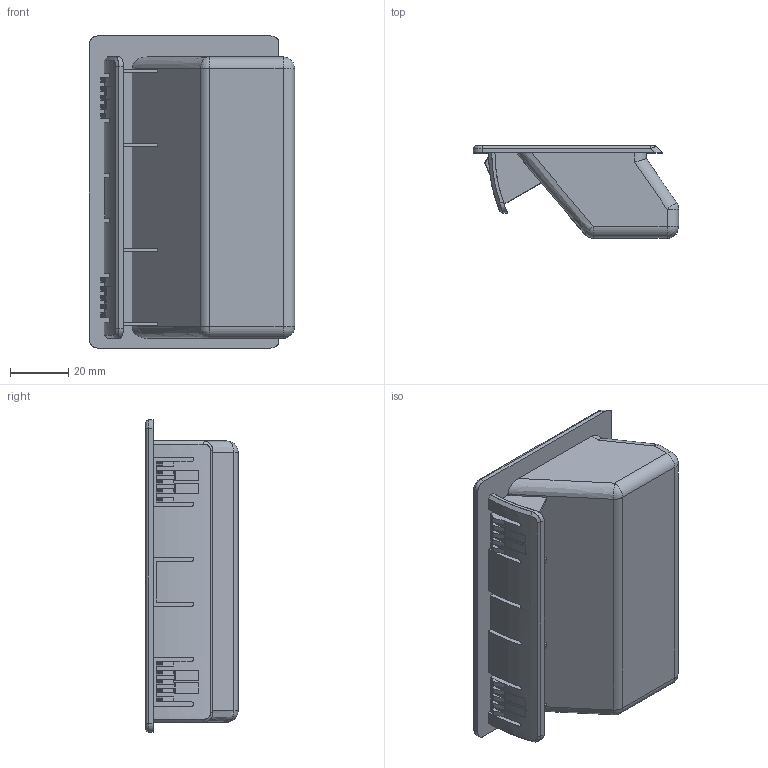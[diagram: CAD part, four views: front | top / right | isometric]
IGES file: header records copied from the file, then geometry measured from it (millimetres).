
Start section: SolidWorks IGES file using analytic representation for surfaces
Global section: file name: A-06-2 DHP-110.IGS; native system: SolidWorks 2010; preprocessor: SolidWorks 2010; author: mdk; date: 100927.092731; units: millimetre
Bounding box: 70.77 x 31.77 x 107.59 mm (x, y, z)
Surface area: 34857.9 mm2 (no closed solid volume)
Topology: 0 solids, 0 shells, 342 faces, 2405 edges, 2396 vertices
Faces by surface type: bspline 280, revolution 62
